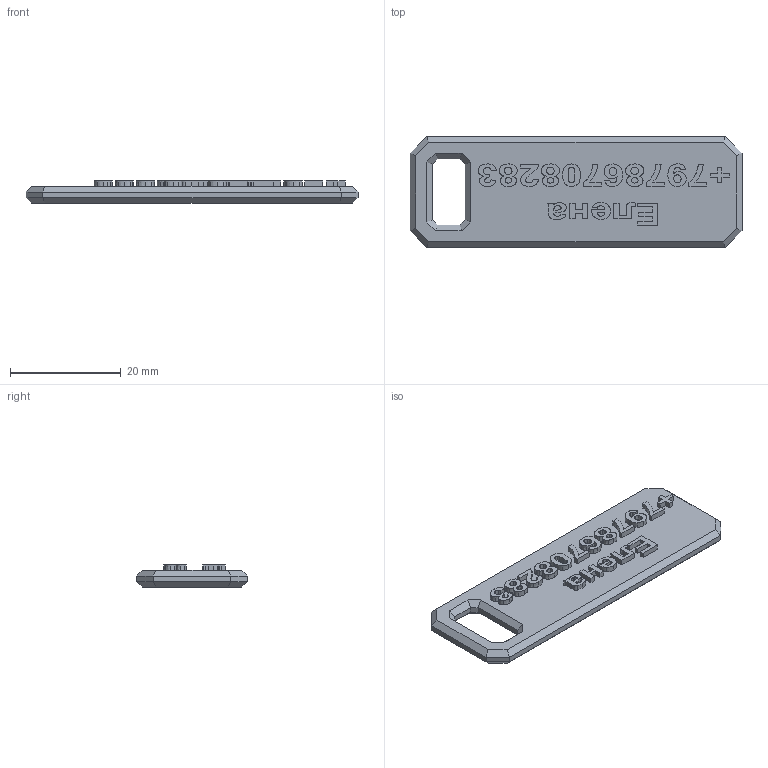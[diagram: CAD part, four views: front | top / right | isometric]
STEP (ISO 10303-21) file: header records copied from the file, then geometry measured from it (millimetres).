
FILE_DESCRIPTION(('STEP AP242'), '1');
FILE_NAME('item keychain Âàñèëüåâà ÌÃ', '', ('UNSPECIFIED'), ('UNSPECIFIED'), 'C3D Converter', 'C3D Toolkit', '');
FILE_SCHEMA(('AP242_MANAGED_MODEL_BASED_3D_ENGINEERING_MIM_LF { 1 0 10303 442 1 1 4 }'));
Length unit declared in the file: millimetre
Bounding box: 60 x 20 x 4 mm (x, y, z)
Volume: 3266.9 mm3; surface area: 2885.7 mm2
Topology: 1 solids, 1 shells, 426 faces, 1156 edges, 760 vertices
Faces by surface type: extrusion 272, plane 154
Entity records: 13667 total; most frequent: CARTESIAN_POINT 3975, ORIENTED_EDGE 2312, DIRECTION 1194, EDGE_CURVE 1156, VECTOR 884, B_SPLINE_CURVE_WITH_KNOTS 816, VERTEX_POINT 760, LINE 612
